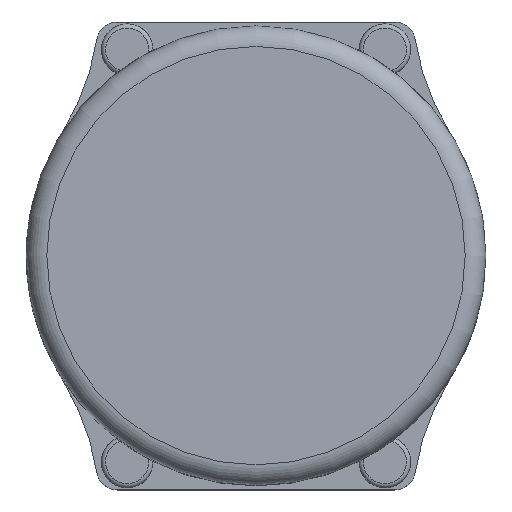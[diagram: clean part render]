
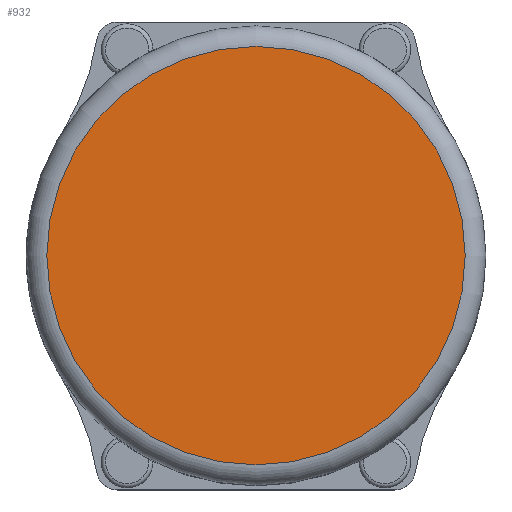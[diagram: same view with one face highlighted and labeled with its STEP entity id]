
A CAD part, top view. The second image highlights one B-rep face of the part: STEP entity #932.
In plain terms, the highlighted planar face has unit normal (0, 0, 1).
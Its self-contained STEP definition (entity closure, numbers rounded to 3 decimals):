
#29=DIRECTION('',(0.,0.,-1.));
#30=DIRECTION('',(1.,0.,0.));
#262=CARTESIAN_POINT('',(6.25,10.,13.3));
#671=ORIENTED_EDGE('',*,*,#672,.T.);
#672=EDGE_CURVE('',#673,#673,#675,.T.);
#673=VERTEX_POINT('',#674);
#674=CARTESIAN_POINT('',(16.4,10.,13.3));
#675=CIRCLE('',#676,10.15);
#676=AXIS2_PLACEMENT_3D('',#262,#29,#30);
#932=ADVANCED_FACE('',(#933),#935,.F.);
#933=FACE_BOUND('',#934,.F.);
#934=EDGE_LOOP('',(#671));
#935=PLANE('',#676);
